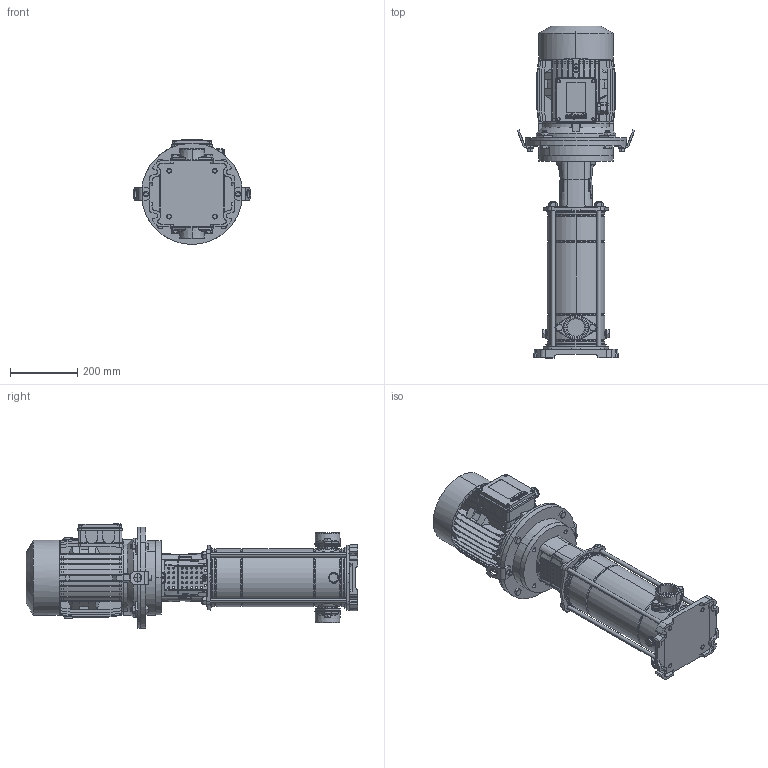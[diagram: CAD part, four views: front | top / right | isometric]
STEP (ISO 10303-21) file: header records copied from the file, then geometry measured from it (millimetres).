
FILE_DESCRIPTION (( 'STEP AP214' ), '1' );
FILE_NAME ('10010409swa01.step', '2021-09-21T15:07:01', ( '' ), ( '' ), 'SwSTEP 2.0', 'SolidWorks 2020', '' );
FILE_SCHEMA (( 'AUTOMOTIVE_DESIGN' ));
Length unit declared in the file: millimetre
Products named in the file (23): 10000006swn00_M14 A2-70; 10007670swn00_M25x1.5; 10000022swn00_M12x45 UNI 5737 6.8; 3.92.280swp01_2005 Sempl.; 10010409swa01; 10007671swn00_M25x1,5; 3.92.270swp01_3.92.270 Semplificato; 10000016swn00_M12x25 8.8; 10000005swn00_M12 õ; 10000033swn00_M10x14 A2; 4.92.226swp02; 10007568swp00_M112 B5-De300; 10008798swn00_OR3243 - 61.6x2.62 - EPDM; 4.92.223swp01_M14 X 453; 4.92.211swp01; 4.92.204swp01_VERSIONE MACCHINA UTENSILE; 3.92.248swp01_3_92_248_Sempl.; 10007576swa00_M112 VERT.; 4.92.228swp01_AISI 304; 3.92.244swp01_Semplificato; 10007431swp00_Flangia mot. 132; 10007434swp00_112 VER; 10010343swa01
Assembly tree (43 placements, depth 3):
  10010409swa01
    10007576swa00_M112 VERT.
      10007568swp00_M112 B5-De300
      10007434swp00_112 VER
      10007670swn00_M25x1.5
      10007671swn00_M25x1,5
    10010343swa01
      3.92.244swp01_Semplificato
      3.92.280swp01_2005 Sempl.
      3.92.248swp01_3_92_248_Sempl.
      4.92.223swp01_M14 X 453  x4
      10007431swp00_Flangia mot. 132
      10000006swn00_M14 A2-70  x4
      3.92.270swp01_3.92.270 Semplificato
      4.92.204swp01_VERSIONE MACCHINA UTENSILE  x2
      4.92.226swp02  x2
      4.92.211swp01  x2
      10000033swn00_M10x14 A2  x2
      10008798swn00_OR3243 - 61.6x2.62 - EPDM  x2
      4.92.228swp01_AISI 304  x2
      10000016swn00_M12x25 8.8  x4
    10000022swn00_M12x45 UNI 5737 6.8  x4
    10000005swn00_M12 õ  x4
Bounding box: 348.62 x 985.1 x 310.7 mm (x, y, z)
Volume: 27286663.9 mm3; surface area: 1975326.1 mm2
Topology: 49 solids, 53 shells, 3692 faces, 9394 edges, 5940 vertices
Faces by surface type: plane 1651, cylinder 798, cone 734, bspline 356, torus 153
Entity records: 102290 total; most frequent: CARTESIAN_POINT 29556, ORIENTED_EDGE 15108, DIRECTION 13861, EDGE_CURVE 7554, VERTEX_POINT 4846, AXIS2_PLACEMENT_3D 4842, LINE 4177, VECTOR 4177
